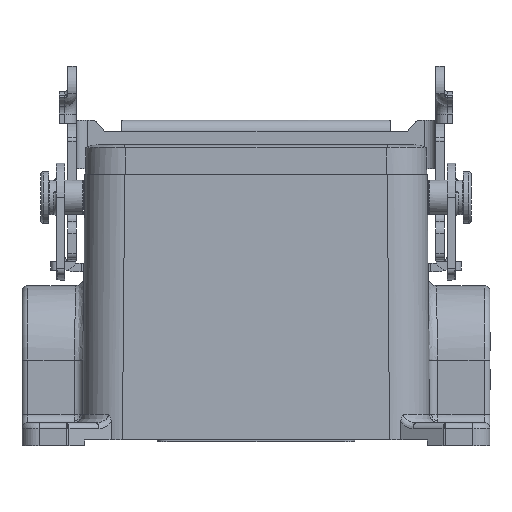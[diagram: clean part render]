
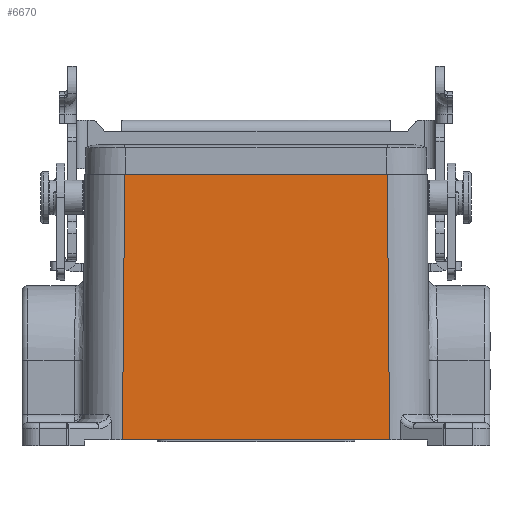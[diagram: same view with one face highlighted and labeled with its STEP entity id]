
A CAD part, front view. The second image highlights one B-rep face of the part: STEP entity #6670.
In plain terms, the highlighted face is planar.
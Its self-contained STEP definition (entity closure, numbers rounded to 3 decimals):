
#6160=CARTESIAN_POINT('',(21.413,0.,57.5));
#6170=DIRECTION('',(1.,0.,0.009));
#6180=DIRECTION('',(0.,-1.,0.));
#6190=AXIS2_PLACEMENT_3D('',#6160,#6170,#6180);
#6200=PLANE('',#6190);
#6210=CARTESIAN_POINT('',(21.906,0.,1.));
#6220=DIRECTION('',(0.,1.,0.));
#6230=VECTOR('',#6220,1.);
#6240=LINE('',#6210,#6230);
#6250=CARTESIAN_POINT('',(21.906,-6.656,1.));
#6260=VERTEX_POINT('',#6250);
#6270=CARTESIAN_POINT('',(21.906,40.156,1.));
#6280=VERTEX_POINT('',#6270);
#6290=EDGE_CURVE('',#6260,#6280,#6240,.T.);
#6300=ORIENTED_EDGE('',*,*,#6290,.T.);
#6310=CARTESIAN_POINT('',(21.914,-6.664,
0.061));
#6320=DIRECTION('',(-0.009,0.009,
1.));
#6330=VECTOR('',#6320,1.);
#6340=LINE('',#6310,#6330);
#6350=CARTESIAN_POINT('',(21.5,-6.25,47.5));
#6360=VERTEX_POINT('',#6350);
#6370=EDGE_CURVE('',#6260,#6360,#6340,.T.);
#6380=ORIENTED_EDGE('',*,*,#6370,.F.);
#6390=CARTESIAN_POINT('',(21.5,0.,47.5));
#6400=DIRECTION('',(0.,-1.,0.));
#6410=VECTOR('',#6400,1.);
#6420=LINE('',#6390,#6410);
#6430=CARTESIAN_POINT('',(21.5,-6.151,47.5));
#6440=VERTEX_POINT('',#6430);
#6450=EDGE_CURVE('',#6440,#6360,#6420,.T.);
#6460=ORIENTED_EDGE('',*,*,#6450,.T.);
#6470=CARTESIAN_POINT('',(21.5,0.,47.5));
#6480=DIRECTION('',(0.,1.,0.));
#6490=VECTOR('',#6480,1.);
#6500=LINE('',#6470,#6490);
#6510=CARTESIAN_POINT('',(21.5,39.651,47.5));
#6520=VERTEX_POINT('',#6510);
#6530=EDGE_CURVE('',#6440,#6520,#6500,.T.);
#6540=ORIENTED_EDGE('',*,*,#6530,.F.);
#6550=CARTESIAN_POINT('',(21.5,39.75,47.5));
#6560=VERTEX_POINT('',#6550);
#6570=EDGE_CURVE('',#6560,#6520,#6420,.T.);
#6580=ORIENTED_EDGE('',*,*,#6570,.T.);
#6590=CARTESIAN_POINT('',(21.914,40.164,
0.061));
#6600=DIRECTION('',(-0.009,-0.009,
1.));
#6610=VECTOR('',#6600,1.);
#6620=LINE('',#6590,#6610);
#6630=EDGE_CURVE('',#6280,#6560,#6620,.T.);
#6640=ORIENTED_EDGE('',*,*,#6630,.T.);
#6650=EDGE_LOOP('',(#6640,#6580,#6540,#6460,#6380,#6300));
#6660=FACE_OUTER_BOUND('',#6650,.T.);
#6670=ADVANCED_FACE('',(#6660),#6200,.T.);
